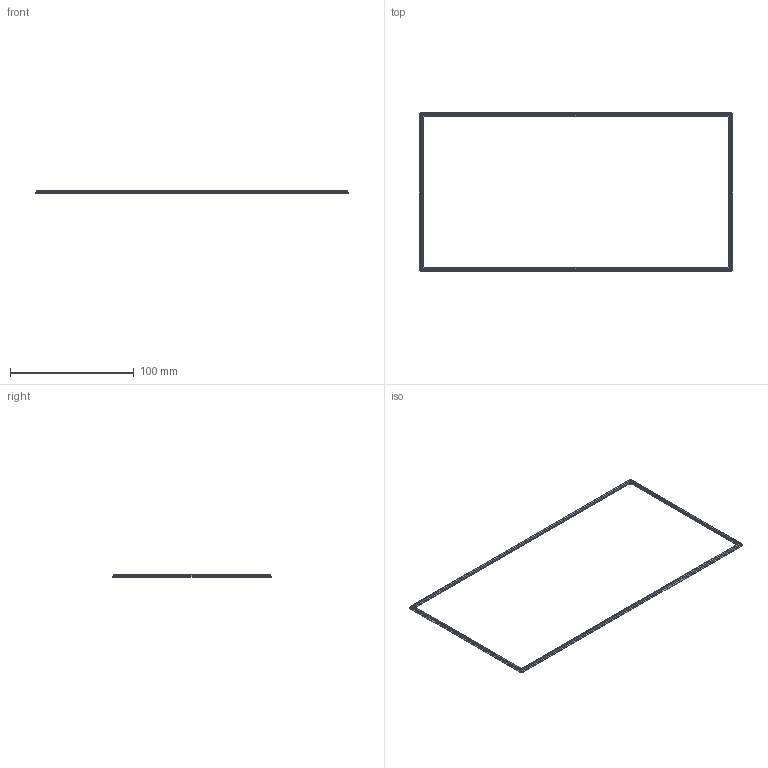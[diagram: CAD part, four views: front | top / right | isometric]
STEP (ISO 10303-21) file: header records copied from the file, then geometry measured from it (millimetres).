
FILE_DESCRIPTION (( 'STEP AP214' ), '1' );
FILE_NAME ('CFV5_SCase_Lid_Seal.STEP', '2025-01-11T16:50:50', ( '' ), ( '' ), 'SwSTEP 2.0', 'SolidWorks 2025', '' );
FILE_SCHEMA (( 'AUTOMOTIVE_DESIGN' ));
Length unit declared in the file: millimetre
Products named in the file (1): CFV5_SCase_Lid_Seal
Bounding box: 252.8 x 128.8 x 2.4 mm (x, y, z)
Volume: 2677.2 mm3; surface area: 8066.2 mm2
Topology: 1 solids, 1 shells, 52 faces, 128 edges, 80 vertices
Faces by surface type: cylinder 24, plane 20, torus 8
Entity records: 1567 total; most frequent: DIRECTION 290, CARTESIAN_POINT 261, ORIENTED_EDGE 256, EDGE_CURVE 128, AXIS2_PLACEMENT_3D 109, VERTEX_POINT 80, LINE 72, VECTOR 72
